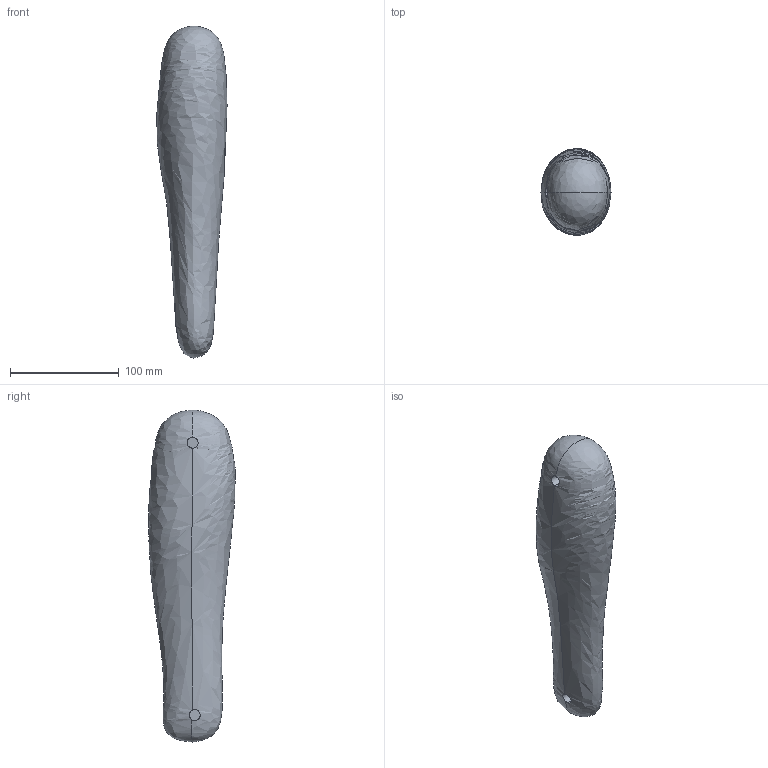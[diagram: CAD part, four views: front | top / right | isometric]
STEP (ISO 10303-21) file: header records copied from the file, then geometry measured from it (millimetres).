
FILE_DESCRIPTION (( 'STEP AP203' ), '1' );
FILE_NAME ('l_forearm_Default_sldprt.STEP', '2020-01-15T12:29:58', ( '' ), ( '' ), 'SwSTEP 2.0', 'SolidWorks 2017', '' );
FILE_SCHEMA (( 'CONFIG_CONTROL_DESIGN' ));
Length unit declared in the file: millimetre
Products named in the file (1): l_forearm_Default_sldprt
Bounding box: 64.34 x 79.5 x 304.6 mm (x, y, z)
Volume: 771215.7 mm3; surface area: 57401.5 mm2
Topology: 1 solids, 1 shells, 8 faces, 24 edges, 14 vertices
Faces by surface type: cylinder 4, bspline 2, plane 2
Entity records: 563 total; most frequent: CARTESIAN_POINT 315, ORIENTED_EDGE 40, DIRECTION 26, EDGE_CURVE 20, VERTEX_POINT 14, B_SPLINE_CURVE_WITH_KNOTS 12, AXIS2_PLACEMENT_3D 11, PERSON_AND_ORGANIZATION 8
